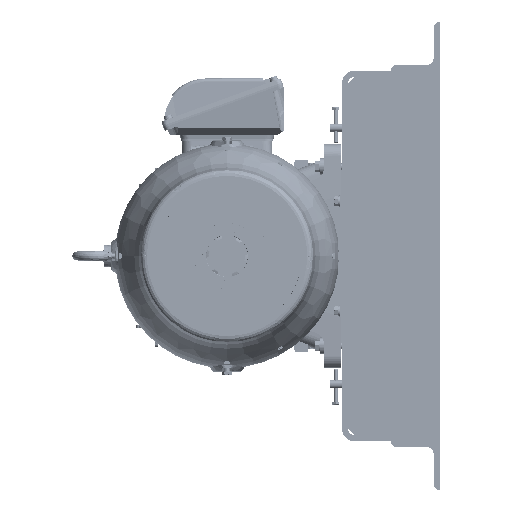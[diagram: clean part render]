
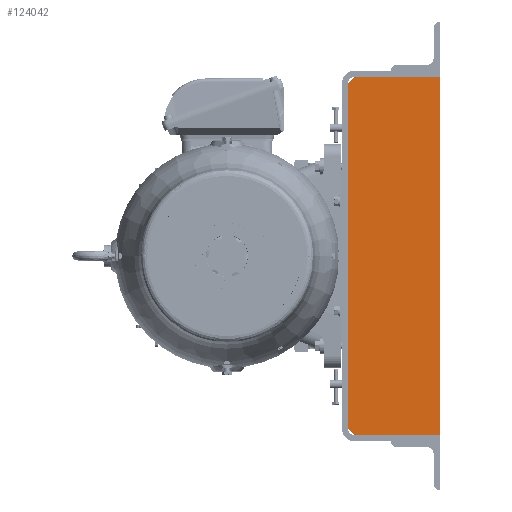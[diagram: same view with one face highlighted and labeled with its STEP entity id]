
A CAD part, left-side view. The second image highlights one B-rep face of the part: STEP entity #124042.
In plain terms, the highlighted planar face has unit normal (-1, 0, 0).
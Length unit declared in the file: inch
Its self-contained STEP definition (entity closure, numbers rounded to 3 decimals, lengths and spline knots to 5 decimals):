
#14708 = LINE ( 'NONE', #143539, #156590 ) ;
#21431 = DIRECTION ( 'NONE',  ( 0., 0.707, -0.707 ) ) ;
#27060 = VERTEX_POINT ( 'NONE', #323373 ) ;
#45946 = CARTESIAN_POINT ( 'NONE',  ( 0., 0., -22.37 ) ) ;
#48198 = ORIENTED_EDGE ( 'NONE', *, *, #306602, .T. ) ;
#54910 = PLANE ( 'NONE',  #154779 ) ;
#69899 = CARTESIAN_POINT ( 'NONE',  ( 0., 5.62, -21.99 ) ) ;
#75401 = LINE ( 'NONE', #232980, #316498 ) ;
#77455 = ORIENTED_EDGE ( 'NONE', *, *, #345761, .T. ) ;
#80762 = VERTEX_POINT ( 'NONE', #267317 ) ;
#113163 = DIRECTION ( 'NONE',  ( 0., 0., 1. ) ) ;
#116877 = DIRECTION ( 'NONE',  ( 1., 0., 0. ) ) ;
#124042 = ADVANCED_FACE ( 'NONE', ( #174284 ), #54910, .F. ) ;
#135055 = EDGE_CURVE ( 'NONE', #80762, #27060, #173802, .T. ) ;
#137048 = DIRECTION ( 'NONE',  ( 0., -1., 0. ) ) ;
#137423 = LINE ( 'NONE', #271407, #288786 ) ;
#142037 = VERTEX_POINT ( 'NONE', #164149 ) ;
#143539 = CARTESIAN_POINT ( 'NONE',  ( 0., 0., -0.38 ) ) ;
#147478 = LINE ( 'NONE', #45946, #378971 ) ;
#148029 = CARTESIAN_POINT ( 'NONE',  ( 0., 0., -0.38 ) ) ;
#154779 = AXIS2_PLACEMENT_3D ( 'NONE', #297986, #116877, #328328 ) ;
#156590 = VECTOR ( 'NONE', #113163, 39.37008 ) ;
#163323 = ORIENTED_EDGE ( 'NONE', *, *, #198835, .T. ) ;
#164149 = CARTESIAN_POINT ( 'NONE',  ( 0., 0., -22.37 ) ) ;
#173484 = EDGE_CURVE ( 'NONE', #27060, #199455, #260874, .T. ) ;
#173802 = LINE ( 'NONE', #69899, #244675 ) ;
#174284 = FACE_OUTER_BOUND ( 'NONE', #191747, .T. ) ;
#181685 = DIRECTION ( 'NONE',  ( 0., 1., 0. ) ) ;
#191747 = EDGE_LOOP ( 'NONE', ( #297999, #48198, #163323, #300882, #364858, #77455 ) ) ;
#198835 = EDGE_CURVE ( 'NONE', #347830, #80762, #75401, .T. ) ;
#199455 = VERTEX_POINT ( 'NONE', #212570 ) ;
#212570 = CARTESIAN_POINT ( 'NONE',  ( 0., 5.24, -22.37 ) ) ;
#215985 = CARTESIAN_POINT ( 'NONE',  ( 0., 5.24, -22.37 ) ) ;
#232911 = CARTESIAN_POINT ( 'NONE',  ( 0., 5.24, -0.38 ) ) ;
#232980 = CARTESIAN_POINT ( 'NONE',  ( 0., 5.62, -0.76 ) ) ;
#244675 = VECTOR ( 'NONE', #248363, 39.37008 ) ;
#248363 = DIRECTION ( 'NONE',  ( 0., 0., -1. ) ) ;
#248923 = DIRECTION ( 'NONE',  ( 0., -0.707, -0.707 ) ) ;
#251357 = VECTOR ( 'NONE', #248923, 39.37008 ) ;
#260874 = LINE ( 'NONE', #215985, #251357 ) ;
#267317 = CARTESIAN_POINT ( 'NONE',  ( 0., 5.62, -0.76 ) ) ;
#271407 = CARTESIAN_POINT ( 'NONE',  ( 0., 5.24, -0.38 ) ) ;
#278234 = VERTEX_POINT ( 'NONE', #148029 ) ;
#288786 = VECTOR ( 'NONE', #181685, 39.37008 ) ;
#297986 = CARTESIAN_POINT ( 'NONE',  ( 0., 0., -22.37 ) ) ;
#297999 = ORIENTED_EDGE ( 'NONE', *, *, #361411, .T. ) ;
#300882 = ORIENTED_EDGE ( 'NONE', *, *, #135055, .T. ) ;
#306602 = EDGE_CURVE ( 'NONE', #278234, #347830, #137423, .T. ) ;
#316498 = VECTOR ( 'NONE', #21431, 39.37008 ) ;
#323373 = CARTESIAN_POINT ( 'NONE',  ( 0., 5.62, -21.99 ) ) ;
#328328 = DIRECTION ( 'NONE',  ( 0., 0., -1. ) ) ;
#345761 = EDGE_CURVE ( 'NONE', #199455, #142037, #147478, .T. ) ;
#347830 = VERTEX_POINT ( 'NONE', #232911 ) ;
#361411 = EDGE_CURVE ( 'NONE', #142037, #278234, #14708, .T. ) ;
#364858 = ORIENTED_EDGE ( 'NONE', *, *, #173484, .T. ) ;
#378971 = VECTOR ( 'NONE', #137048, 39.37008 ) ;
